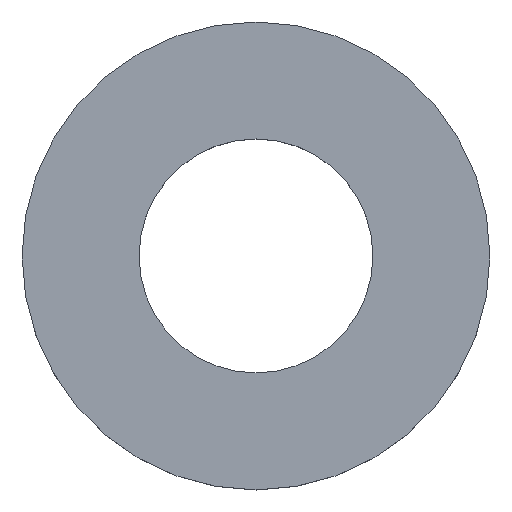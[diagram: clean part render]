
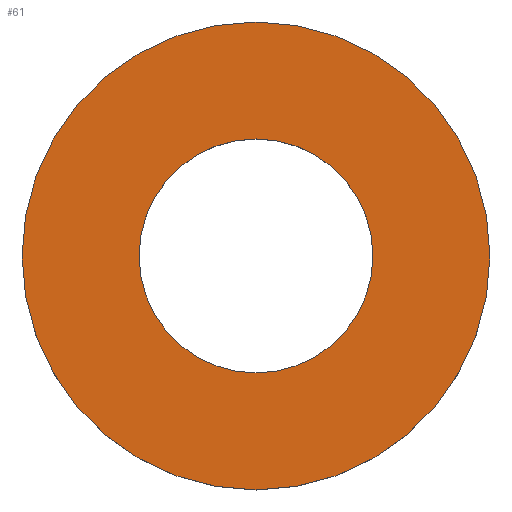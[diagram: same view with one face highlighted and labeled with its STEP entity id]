
A CAD part, top view. The second image highlights one B-rep face of the part: STEP entity #61.
In plain terms, the highlighted planar face has unit normal (0, 0, 1).
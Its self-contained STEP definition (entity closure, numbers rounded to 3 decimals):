
#21=FACE_BOUND('',#28,.T.);
#23=FACE_OUTER_BOUND('',#27,.T.);
#27=EDGE_LOOP('',(#47));
#28=EDGE_LOOP('',(#48));
#33=CIRCLE('',#83,6.);
#34=CIRCLE('',#84,3.);
#37=VERTEX_POINT('',#112);
#38=VERTEX_POINT('',#114);
#41=EDGE_CURVE('',#37,#37,#33,.T.);
#42=EDGE_CURVE('',#38,#38,#34,.T.);
#47=ORIENTED_EDGE('',*,*,#41,.T.);
#48=ORIENTED_EDGE('',*,*,#42,.T.);
#59=PLANE('',#82);
#61=ADVANCED_FACE('',(#23,#21),#59,.T.);
#82=AXIS2_PLACEMENT_3D('',#111,#92,#93);
#83=AXIS2_PLACEMENT_3D('',#113,#94,#95);
#84=AXIS2_PLACEMENT_3D('',#115,#96,#97);
#92=DIRECTION('center_axis',(0.,0.,1.));
#93=DIRECTION('ref_axis',(1.,0.,0.));
#94=DIRECTION('center_axis',(0.,0.,1.));
#95=DIRECTION('ref_axis',(1.,0.,0.));
#96=DIRECTION('center_axis',(0.,0.,-1.));
#97=DIRECTION('ref_axis',(1.,0.,0.));
#111=CARTESIAN_POINT('Origin',(-154.585,49.248,49.606));
#112=CARTESIAN_POINT('',(-160.585,49.248,49.606));
#113=CARTESIAN_POINT('Origin',(-154.585,49.248,49.606));
#114=CARTESIAN_POINT('',(-157.585,49.248,49.606));
#115=CARTESIAN_POINT('Origin',(-154.585,49.248,49.606));
